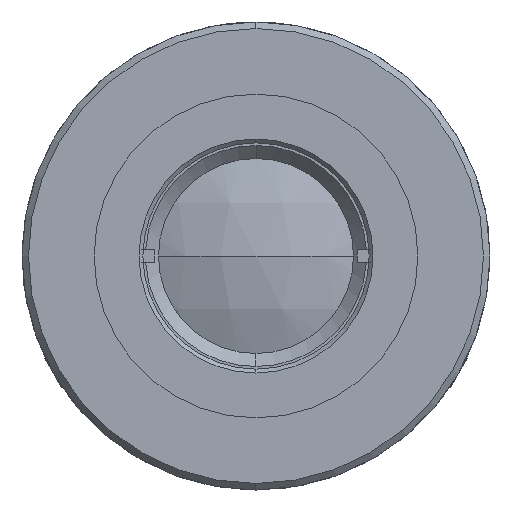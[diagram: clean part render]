
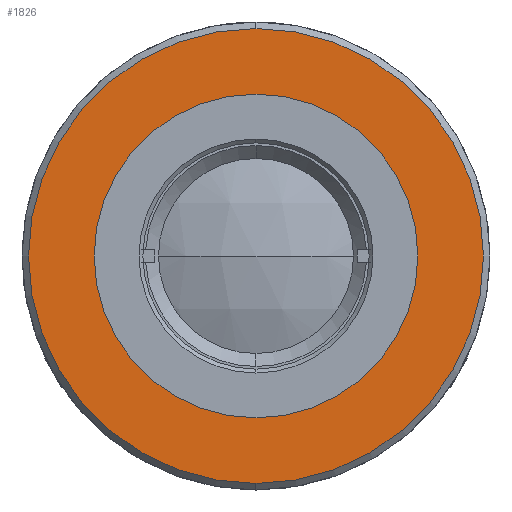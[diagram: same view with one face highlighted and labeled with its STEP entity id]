
A CAD part, left-side view. The second image highlights one B-rep face of the part: STEP entity #1826.
In plain terms, the highlighted planar face has unit normal (-1, 0, 0).
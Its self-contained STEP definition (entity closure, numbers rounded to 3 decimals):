
#17 = ORIENTED_EDGE ( 'NONE', *, *, #220, .T. ) ;
#38 = DIRECTION ( 'NONE',  ( 0., 0., 1. ) ) ;
#220 = EDGE_CURVE ( 'NONE', #2294, #4363, #2196, .T. ) ;
#349 = CIRCLE ( 'NONE', #1751, 12.45 ) ;
#371 = CIRCLE ( 'NONE', #4305, 12.45 ) ;
#613 = CARTESIAN_POINT ( 'NONE',  ( -5.003, 18., 0. ) ) ;
#811 = AXIS2_PLACEMENT_3D ( 'NONE', #1281, #1667, #3550 ) ;
#951 = FACE_BOUND ( 'NONE', #2530, .T. ) ;
#959 = EDGE_CURVE ( 'NONE', #4363, #2294, #2124, .T. ) ;
#971 = DIRECTION ( 'NONE',  ( -1., 0., 0. ) ) ;
#1111 = DIRECTION ( 'NONE',  ( -1., 0., 0. ) ) ;
#1281 = CARTESIAN_POINT ( 'NONE',  ( -5.003, 0., 0. ) ) ;
#1528 = ORIENTED_EDGE ( 'NONE', *, *, #3930, .F. ) ;
#1549 = ORIENTED_EDGE ( 'NONE', *, *, #959, .T. ) ;
#1581 = AXIS2_PLACEMENT_3D ( 'NONE', #4270, #971, #2161 ) ;
#1667 = DIRECTION ( 'NONE',  ( -1., 0., 0. ) ) ;
#1751 = AXIS2_PLACEMENT_3D ( 'NONE', #3268, #4064, #38 ) ;
#1826 = ADVANCED_FACE ( 'NONE', ( #4235, #951 ), #2420, .F. ) ;
#1888 = CARTESIAN_POINT ( 'NONE',  ( -5.003, 0., -17.5 ) ) ;
#1889 = EDGE_CURVE ( 'NONE', #3062, #2813, #349, .T. ) ;
#2124 = CIRCLE ( 'NONE', #811, 17.5 ) ;
#2145 = EDGE_LOOP ( 'NONE', ( #1549, #17 ) ) ;
#2160 = CARTESIAN_POINT ( 'NONE',  ( -5.003, 0., 12.45 ) ) ;
#2161 = DIRECTION ( 'NONE',  ( 0., 0., -1. ) ) ;
#2196 = CIRCLE ( 'NONE', #1581, 17.5 ) ;
#2294 = VERTEX_POINT ( 'NONE', #2999 ) ;
#2410 = ORIENTED_EDGE ( 'NONE', *, *, #1889, .F. ) ;
#2420 = PLANE ( 'NONE',  #4432 ) ;
#2530 = EDGE_LOOP ( 'NONE', ( #2410, #1528 ) ) ;
#2626 = CARTESIAN_POINT ( 'NONE',  ( -5.003, 0., -12.45 ) ) ;
#2811 = DIRECTION ( 'NONE',  ( 1., 0., 0. ) ) ;
#2813 = VERTEX_POINT ( 'NONE', #2626 ) ;
#2946 = CARTESIAN_POINT ( 'NONE',  ( -5.003, 0., 0. ) ) ;
#2999 = CARTESIAN_POINT ( 'NONE',  ( -5.003, 0., 17.5 ) ) ;
#3062 = VERTEX_POINT ( 'NONE', #2160 ) ;
#3268 = CARTESIAN_POINT ( 'NONE',  ( -5.003, 0., 0. ) ) ;
#3550 = DIRECTION ( 'NONE',  ( 0., 0., -1. ) ) ;
#3930 = EDGE_CURVE ( 'NONE', #2813, #3062, #371, .T. ) ;
#4064 = DIRECTION ( 'NONE',  ( -1., 0., 0. ) ) ;
#4235 = FACE_OUTER_BOUND ( 'NONE', #2145, .T. ) ;
#4270 = CARTESIAN_POINT ( 'NONE',  ( -5.003, 0., 0. ) ) ;
#4274 = DIRECTION ( 'NONE',  ( 0., 0., -1. ) ) ;
#4305 = AXIS2_PLACEMENT_3D ( 'NONE', #2946, #1111, #4712 ) ;
#4363 = VERTEX_POINT ( 'NONE', #1888 ) ;
#4432 = AXIS2_PLACEMENT_3D ( 'NONE', #613, #2811, #4274 ) ;
#4712 = DIRECTION ( 'NONE',  ( 0., 0., 1. ) ) ;
